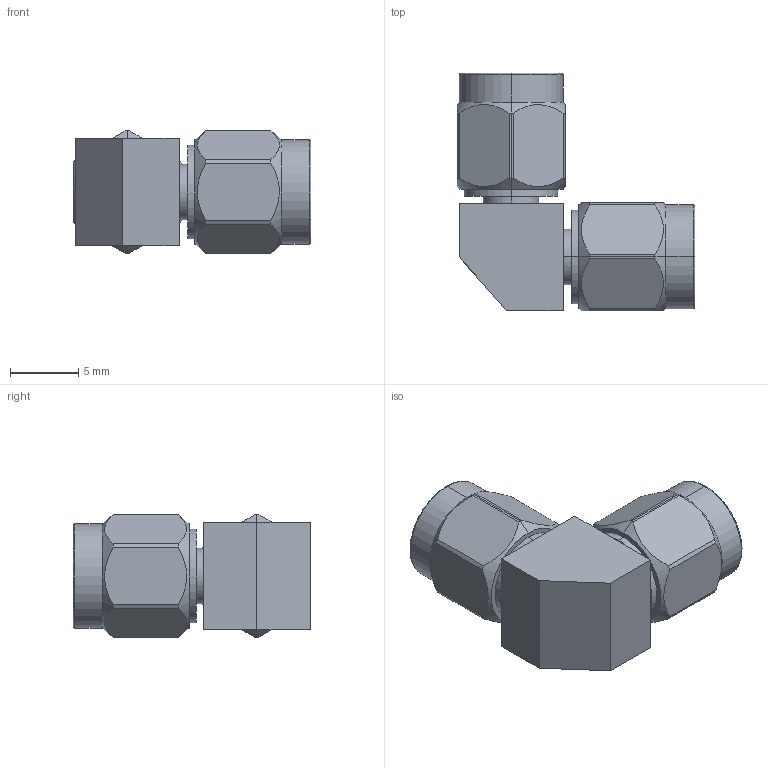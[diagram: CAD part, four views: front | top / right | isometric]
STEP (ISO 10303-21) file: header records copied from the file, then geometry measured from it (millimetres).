
FILE_DESCRIPTION (( 'STEP AP203' ), '1' );
FILE_NAME ('PE91137.step', '2018-11-19T15:45:57', ( '' ), ( '' ), 'SwSTEP 2.0', 'SolidWorks 2017', '' );
FILE_SCHEMA (( 'CONFIG_CONTROL_DESIGN' ));
Length unit declared in the file: inch
Products named in the file (1): PE91137
Bounding box: 17.46 x 17.46 x 8.99 mm (x, y, z)
Volume: 1131.1 mm3; surface area: 1277.5 mm2
Topology: 1 solids, 1 shells, 123 faces, 299 edges, 194 vertices
Faces by surface type: cylinder 62, plane 35, cone 16, bspline 10
Entity records: 5850 total; most frequent: CARTESIAN_POINT 3017, ORIENTED_EDGE 598, DIRECTION 559, EDGE_CURVE 299, AXIS2_PLACEMENT_3D 228, VERTEX_POINT 194, EDGE_LOOP 139, FACE_OUTER_BOUND 123
